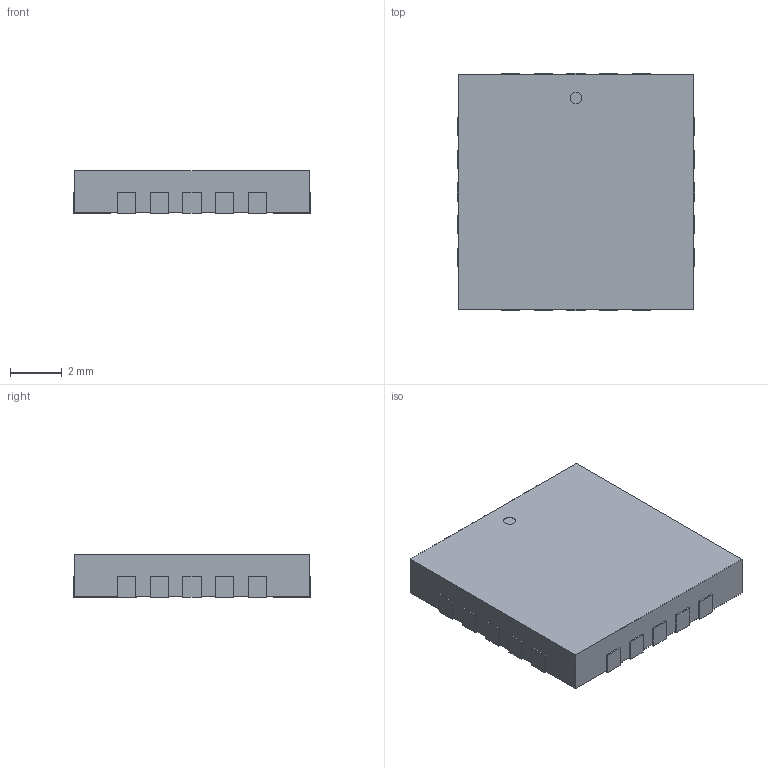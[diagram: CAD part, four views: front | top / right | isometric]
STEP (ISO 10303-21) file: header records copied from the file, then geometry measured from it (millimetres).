
FILE_DESCRIPTION(('STEP AP214'),'1');
FILE_NAME('E-20-1_ADI','2026-01-03T03:17:50',(''),(''),'','','');
FILE_SCHEMA(('AUTOMOTIVE_DESIGN'));
Length unit declared in the file: millimetre
Products named in the file (1): product
Bounding box: 9.19 x 9.19 x 1.65 mm (x, y, z)
Volume: 134 mm3; surface area: 294.7 mm2
Topology: 22 solids, 22 shells, 169 faces, 375 edges, 250 vertices
Faces by surface type: plane 168, cylinder 1
Full cylindrical faces by diameter (mm): 0.455 x1
Entity records: 4493 total; most frequent: ORIENTED_EDGE 748, DIRECTION 718, CARTESIAN_POINT 423, EDGE_CURVE 374, LINE 372, VECTOR 372, VERTEX_POINT 250, AXIS2_PLACEMENT_3D 173
